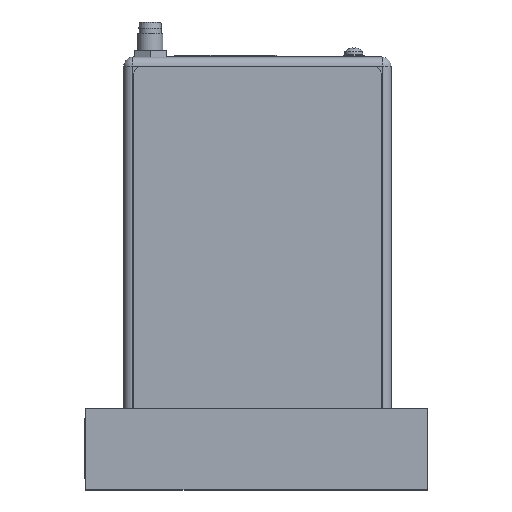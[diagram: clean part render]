
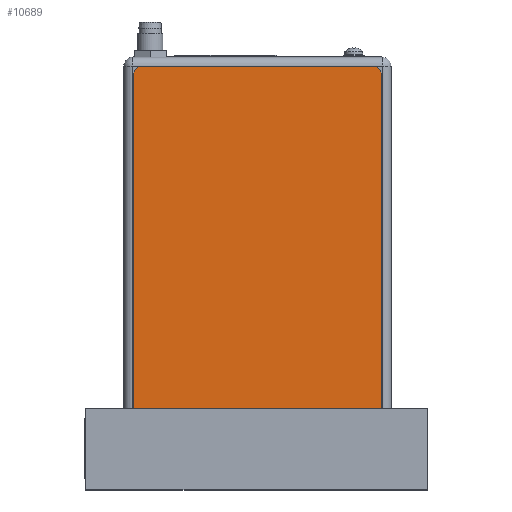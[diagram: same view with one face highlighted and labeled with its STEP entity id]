
A CAD part, top view. The second image highlights one B-rep face of the part: STEP entity #10689.
In plain terms, the highlighted planar face has unit normal (0, 0, 1).
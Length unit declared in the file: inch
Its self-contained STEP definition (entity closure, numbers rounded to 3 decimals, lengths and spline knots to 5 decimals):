
#10522=CARTESIAN_POINT('',(2.9,4.05,0.004));
#10523=DIRECTION('',(0.,0.,-1.));
#10524=DIRECTION('',(0.,1.,0.));
#10525=AXIS2_PLACEMENT_3D('',#10522,#10523,#10524);
#10527=DIRECTION('',(0.,-1.,0.));
#10528=VECTOR('',#10527,4.05);
#10529=CARTESIAN_POINT('',(3.,4.05,0.004));
#10530=LINE('',#10529,#10528);
#10531=DIRECTION('',(-1.,0.,0.));
#10532=VECTOR('',#10531,3.);
#10533=CARTESIAN_POINT('',(3.,0.,0.004));
#10534=LINE('',#10533,#10532);
#10535=DIRECTION('',(0.,1.,0.));
#10536=VECTOR('',#10535,4.05);
#10537=CARTESIAN_POINT('',(0.,0.,0.004));
#10538=LINE('',#10537,#10536);
#10539=CARTESIAN_POINT('',(0.1,4.05,0.004));
#10540=DIRECTION('',(0.,0.,-1.));
#10541=DIRECTION('',(-1.,0.,0.));
#10542=AXIS2_PLACEMENT_3D('',#10539,#10540,#10541);
#10544=DIRECTION('',(1.,0.,0.));
#10545=VECTOR('',#10544,2.8);
#10546=CARTESIAN_POINT('',(0.1,4.15,0.004));
#10547=LINE('',#10546,#10545);
#10560=CARTESIAN_POINT('',(3.,4.05,0.004));
#10561=VERTEX_POINT('',#10560);
#10562=CARTESIAN_POINT('',(2.9,4.15,0.004));
#10563=VERTEX_POINT('',#10562);
#10564=CARTESIAN_POINT('',(3.,0.,0.004));
#10565=VERTEX_POINT('',#10564);
#10566=CARTESIAN_POINT('',(0.,0.,0.004));
#10567=VERTEX_POINT('',#10566);
#10568=CARTESIAN_POINT('',(0.,4.05,0.004));
#10569=VERTEX_POINT('',#10568);
#10570=CARTESIAN_POINT('',(0.1,4.15,0.004));
#10571=VERTEX_POINT('',#10570);
#10676=CARTESIAN_POINT('',(0.,0.,0.004));
#10677=DIRECTION('',(0.,0.,1.));
#10678=DIRECTION('',(1.,0.,0.));
#10679=AXIS2_PLACEMENT_3D('',#10676,#10677,#10678);
#10680=PLANE('',#10679);
#10681=ORIENTED_EDGE('',*,*,#10600,.T.);
#10682=ORIENTED_EDGE('',*,*,#10616,.T.);
#10683=ORIENTED_EDGE('',*,*,#10629,.T.);
#10684=ORIENTED_EDGE('',*,*,#10642,.T.);
#10685=ORIENTED_EDGE('',*,*,#10657,.T.);
#10686=ORIENTED_EDGE('',*,*,#10669,.T.);
#10687=EDGE_LOOP('',(#10681,#10682,#10683,#10684,#10685,#10686));
#10688=FACE_OUTER_BOUND('',#10687,.F.);
#10689=ADVANCED_FACE('',(#10688),#10680,.T.);
#10526=CIRCLE('',#10525,0.1);
#10543=CIRCLE('',#10542,0.1);
#10600=EDGE_CURVE('',#10563,#10561,#10526,.T.);
#10616=EDGE_CURVE('',#10561,#10565,#10530,.T.);
#10629=EDGE_CURVE('',#10565,#10567,#10534,.T.);
#10642=EDGE_CURVE('',#10567,#10569,#10538,.T.);
#10657=EDGE_CURVE('',#10569,#10571,#10543,.T.);
#10669=EDGE_CURVE('',#10571,#10563,#10547,.T.);
